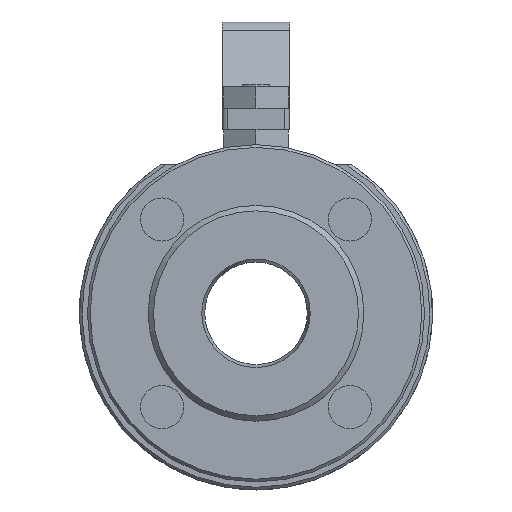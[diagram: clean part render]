
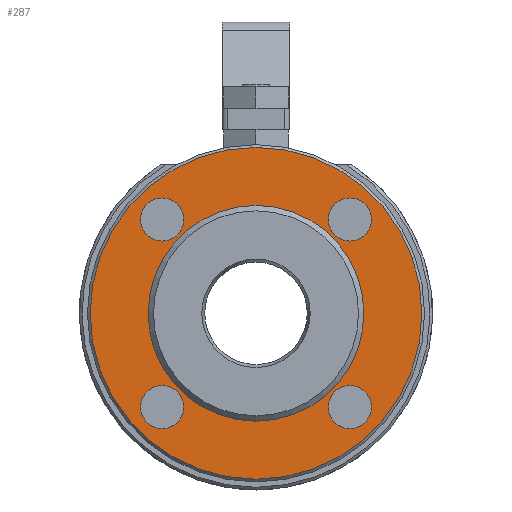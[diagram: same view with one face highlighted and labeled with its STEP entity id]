
A CAD part, left-side view. The second image highlights one B-rep face of the part: STEP entity #287.
In plain terms, the highlighted planar face has unit normal (-1, 0, 0).
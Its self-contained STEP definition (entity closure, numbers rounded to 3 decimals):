
#287 = ADVANCED_FACE( '', ( #729, #730, #731, #732, #733, #734 ), #735, .T. );
#729 = FACE_OUTER_BOUND( '', #1371, .T. );
#730 = FACE_BOUND( '', #1372, .T. );
#731 = FACE_BOUND( '', #1373, .T. );
#732 = FACE_BOUND( '', #1374, .T. );
#733 = FACE_BOUND( '', #1375, .T. );
#734 = FACE_BOUND( '', #1376, .T. );
#735 = PLANE( '', #1377 );
#1371 = EDGE_LOOP( '', ( #2209 ) );
#1372 = EDGE_LOOP( '', ( #2210 ) );
#1373 = EDGE_LOOP( '', ( #2211 ) );
#1374 = EDGE_LOOP( '', ( #2212 ) );
#1375 = EDGE_LOOP( '', ( #2213 ) );
#1376 = EDGE_LOOP( '', ( #2214 ) );
#1377 = AXIS2_PLACEMENT_3D( '', #2215, #2216, #2217 );
#2209 = ORIENTED_EDGE( '', *, *, #3348, .T. );
#2210 = ORIENTED_EDGE( '', *, *, #3349, .F. );
#2211 = ORIENTED_EDGE( '', *, *, #3269, .F. );
#2212 = ORIENTED_EDGE( '', *, *, #3350, .F. );
#2213 = ORIENTED_EDGE( '', *, *, #3351, .F. );
#2214 = ORIENTED_EDGE( '', *, *, #3352, .F. );
#2215 = CARTESIAN_POINT( '', ( 2., 0., -68. ) );
#2216 = DIRECTION( '', ( -1., 0., 0. ) );
#2217 = DIRECTION( '', ( 0., 0., 1. ) );
#3269 = EDGE_CURVE( '', #3839, #3839, #3840, .T. );
#3348 = EDGE_CURVE( '', #3970, #3970, #3971, .T. );
#3349 = EDGE_CURVE( '', #3972, #3972, #3973, .T. );
#3350 = EDGE_CURVE( '', #3974, #3974, #3975, .T. );
#3351 = EDGE_CURVE( '', #3976, #3976, #3977, .T. );
#3352 = EDGE_CURVE( '', #3978, #3978, #3979, .T. );
#3839 = VERTEX_POINT( '', #4606 );
#3840 = CIRCLE( '', #4607, 8. );
#3970 = VERTEX_POINT( '', #4791 );
#3971 = CIRCLE( '', #4792, 61.5 );
#3972 = VERTEX_POINT( '', #4793 );
#3973 = CIRCLE( '', #4794, 8. );
#3974 = VERTEX_POINT( '', #4795 );
#3975 = CIRCLE( '', #4796, 8. );
#3976 = VERTEX_POINT( '', #4797 );
#3977 = CIRCLE( '', #4798, 8. );
#3978 = VERTEX_POINT( '', #4799 );
#3979 = CIRCLE( '', #4800, 40. );
#4606 = CARTESIAN_POINT( '', ( 2., -42.79, -34.79 ) );
#4607 = AXIS2_PLACEMENT_3D( '', #5487, #5488, #5489 );
#4791 = CARTESIAN_POINT( '', ( 2., 0., 61.5 ) );
#4792 = AXIS2_PLACEMENT_3D( '', #5577, #5578, #5579 );
#4793 = CARTESIAN_POINT( '', ( 2., -42.79, 34.79 ) );
#4794 = AXIS2_PLACEMENT_3D( '', #5580, #5581, #5582 );
#4795 = CARTESIAN_POINT( '', ( 2., 26.79, -34.79 ) );
#4796 = AXIS2_PLACEMENT_3D( '', #5583, #5584, #5585 );
#4797 = CARTESIAN_POINT( '', ( 2., 26.79, 34.79 ) );
#4798 = AXIS2_PLACEMENT_3D( '', #5586, #5587, #5588 );
#4799 = CARTESIAN_POINT( '', ( 2., 0., 40. ) );
#4800 = AXIS2_PLACEMENT_3D( '', #5589, #5590, #5591 );
#5487 = CARTESIAN_POINT( '', ( 2., -34.79, -34.79 ) );
#5488 = DIRECTION( '', ( -1., 0., 0. ) );
#5489 = DIRECTION( '', ( 0., -1., 0. ) );
#5577 = CARTESIAN_POINT( '', ( 2., 0., 0. ) );
#5578 = DIRECTION( '', ( -1., 0., 0. ) );
#5579 = DIRECTION( '', ( 0., 0., 1. ) );
#5580 = CARTESIAN_POINT( '', ( 2., -34.79, 34.79 ) );
#5581 = DIRECTION( '', ( -1., 0., 0. ) );
#5582 = DIRECTION( '', ( 0., -1., 0. ) );
#5583 = CARTESIAN_POINT( '', ( 2., 34.79, -34.79 ) );
#5584 = DIRECTION( '', ( -1., 0., 0. ) );
#5585 = DIRECTION( '', ( 0., -1., 0. ) );
#5586 = CARTESIAN_POINT( '', ( 2., 34.79, 34.79 ) );
#5587 = DIRECTION( '', ( -1., 0., 0. ) );
#5588 = DIRECTION( '', ( 0., -1., 0. ) );
#5589 = CARTESIAN_POINT( '', ( 2., 0., 0. ) );
#5590 = DIRECTION( '', ( -1., 0., 0. ) );
#5591 = DIRECTION( '', ( 0., 0., 1. ) );
